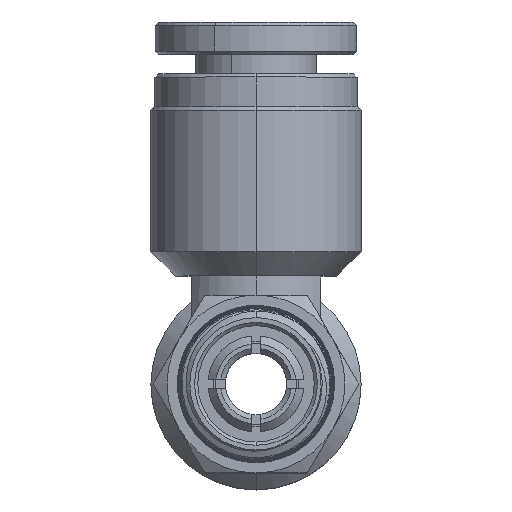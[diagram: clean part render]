
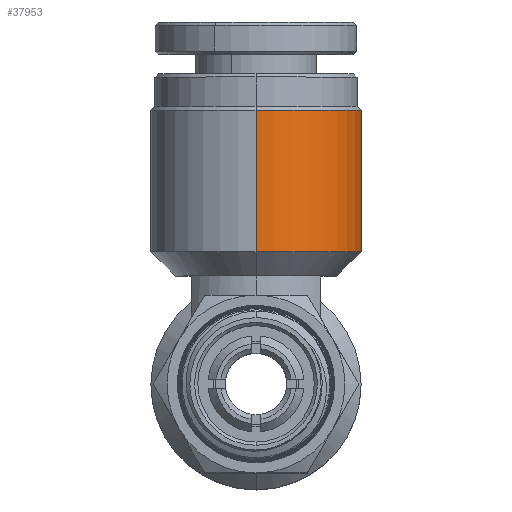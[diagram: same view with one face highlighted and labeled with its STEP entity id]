
A CAD part, top view. The second image highlights one B-rep face of the part: STEP entity #37953.
In plain terms, the highlighted cylindrical face has radius 6.5 mm (diameter 13 mm), a partial arc.
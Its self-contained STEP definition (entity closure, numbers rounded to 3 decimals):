
#296 = CARTESIAN_POINT ( 'NONE',  ( 0., 16.95, -6.7 ) ) ;
#1759 = CARTESIAN_POINT ( 'NONE',  ( 0., 8.2, -6.7 ) ) ;
#3711 = DIRECTION ( 'NONE',  ( 0., 0., 1. ) ) ;
#3905 = VERTEX_POINT ( 'NONE', #23000 ) ;
#5180 = DIRECTION ( 'NONE',  ( 0., 0., 1. ) ) ;
#7132 = ORIENTED_EDGE ( 'NONE', *, *, #41885, .T. ) ;
#7180 = AXIS2_PLACEMENT_3D ( 'NONE', #296, #23802, #3711 ) ;
#7248 = VECTOR ( 'NONE', #42246, 1000. ) ;
#8068 = VERTEX_POINT ( 'NONE', #10863 ) ;
#10191 = VERTEX_POINT ( 'NONE', #30997 ) ;
#10562 = CIRCLE ( 'NONE', #7180, 6.5 ) ;
#10863 = CARTESIAN_POINT ( 'NONE',  ( 0., 8.2, -13.2 ) ) ;
#14047 = CARTESIAN_POINT ( 'NONE',  ( 0., 19.2, -6.7 ) ) ;
#16128 = CIRCLE ( 'NONE', #27833, 6.5 ) ;
#20542 = EDGE_CURVE ( 'NONE', #3905, #10191, #10562, .T. ) ;
#20910 = LINE ( 'NONE', #22766, #37771 ) ;
#21743 = ORIENTED_EDGE ( 'NONE', *, *, #20542, .T. ) ;
#22189 = EDGE_CURVE ( 'NONE', #3905, #8068, #20910, .T. ) ;
#22766 = CARTESIAN_POINT ( 'NONE',  ( 0., 19.2, -13.2 ) ) ;
#23000 = CARTESIAN_POINT ( 'NONE',  ( 0., 16.95, -13.2 ) ) ;
#23802 = DIRECTION ( 'NONE',  ( 0., -1., 0. ) ) ;
#25269 = DIRECTION ( 'NONE',  ( 0., 1., 0. ) ) ;
#25637 = EDGE_LOOP ( 'NONE', ( #21743, #29206, #7132, #33922 ) ) ;
#27833 = AXIS2_PLACEMENT_3D ( 'NONE', #1759, #25269, #5180 ) ;
#29206 = ORIENTED_EDGE ( 'NONE', *, *, #34021, .T. ) ;
#30795 = DIRECTION ( 'NONE',  ( 0., -1., 0. ) ) ;
#30997 = CARTESIAN_POINT ( 'NONE',  ( 0., 16.95, -0.2 ) ) ;
#32107 = CARTESIAN_POINT ( 'NONE',  ( 0., 19.2, -0.2 ) ) ;
#32936 = DIRECTION ( 'NONE',  ( 0., -1., 0. ) ) ;
#33415 = CARTESIAN_POINT ( 'NONE',  ( 0., 8.2, -0.2 ) ) ;
#33922 = ORIENTED_EDGE ( 'NONE', *, *, #22189, .F. ) ;
#34021 = EDGE_CURVE ( 'NONE', #10191, #37123, #34046, .T. ) ;
#34046 = LINE ( 'NONE', #32107, #7248 ) ;
#34333 = DIRECTION ( 'NONE',  ( 0., 0., -1. ) ) ;
#37123 = VERTEX_POINT ( 'NONE', #33415 ) ;
#37144 = AXIS2_PLACEMENT_3D ( 'NONE', #14047, #30795, #34333 ) ;
#37771 = VECTOR ( 'NONE', #32936, 1000. ) ;
#37900 = FACE_OUTER_BOUND ( 'NONE', #25637, .T. ) ;
#37953 = ADVANCED_FACE ( 'NONE', ( #37900 ), #42588, .T. ) ;
#41885 = EDGE_CURVE ( 'NONE', #37123, #8068, #16128, .T. ) ;
#42246 = DIRECTION ( 'NONE',  ( 0., -1., 0. ) ) ;
#42588 = CYLINDRICAL_SURFACE ( 'NONE', #37144, 6.5 ) ;
